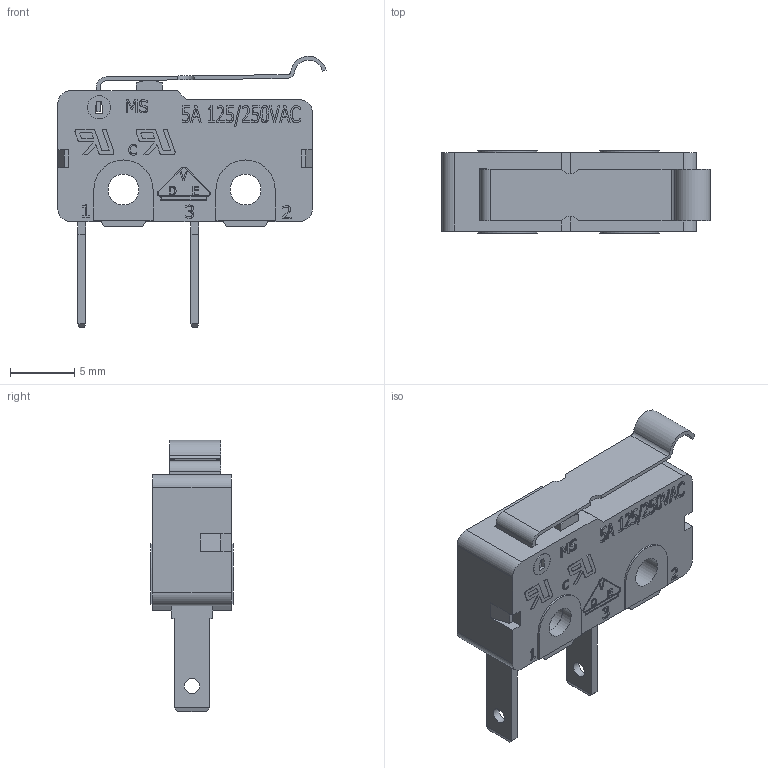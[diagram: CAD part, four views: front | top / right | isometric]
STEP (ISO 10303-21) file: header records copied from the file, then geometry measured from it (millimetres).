
FILE_DESCRIPTION((' '),'2;1');
FILE_NAME('MS085xx04FxxxC1C.stp','2017-07-21T11:16:47',(' '),(' '),' ','ACIS',' ');
FILE_SCHEMA(('CONFIG_CONTROL_DESIGN'));
Length unit declared in the file: inch
Products named in the file (1): MS085xx04FxxxC1C.stp
Bounding box: 20.87 x 6.4 x 21.11 mm (x, y, z)
Volume: 806.7 mm3; surface area: 1670.6 mm2
Topology: 1 solids, 3 shells, 777 faces, 2135 edges, 1418 vertices
Faces by surface type: plane 495, bspline 237, cylinder 45
Full cylindrical faces by diameter (mm): 1.2 x2, 1.8 x1, 2.4 x2, 2.5 x1
Entity records: 25795 total; most frequent: CARTESIAN_POINT 7476, ORIENTED_EDGE 4254, DIRECTION 2826, EDGE_CURVE 2127, VECTOR 1562, LINE 1562, VERTEX_POINT 1416, EDGE_LOOP 852
